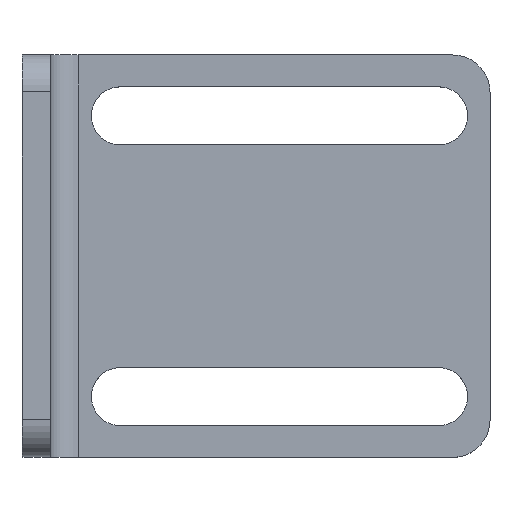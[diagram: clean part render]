
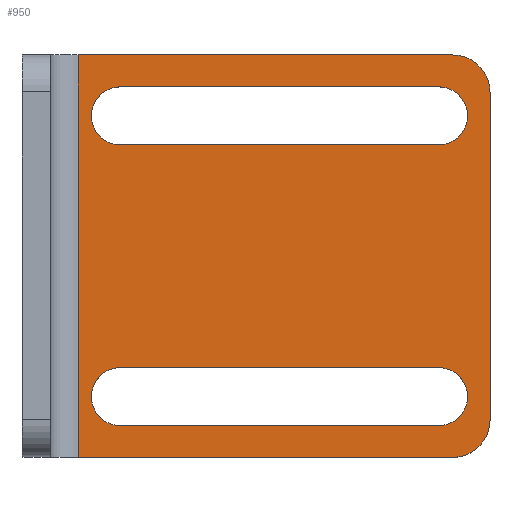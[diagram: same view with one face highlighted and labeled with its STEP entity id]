
A CAD part, top view. The second image highlights one B-rep face of the part: STEP entity #950.
In plain terms, the highlighted planar face has unit normal (0, 0, 1).
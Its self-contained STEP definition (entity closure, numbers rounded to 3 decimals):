
#84=CARTESIAN_POINT('',(43.,43.0,-32.));
#85=VERTEX_POINT('',#84);
#92=CARTESIAN_POINT('',(47.,39.0,-32.));
#93=VERTEX_POINT('',#92);
#94=CARTESIAN_POINT('',(43.,39.0,-32.));
#95=DIRECTION('',(0.0,0.0,-1.0));
#96=DIRECTION('',(0.707,0.707,0.0));
#97=AXIS2_PLACEMENT_3D('',#94,#95,#96);
#98=CIRCLE('',#97,4.0);
#99=EDGE_CURVE('',#85,#93,#98,.T.);
#236=CARTESIAN_POINT('',(47.,4.0,-32.));
#237=VERTEX_POINT('',#236);
#238=CARTESIAN_POINT('',(47.,4.0,-32.));
#239=DIRECTION('',(0.0,1.0,0.0));
#240=VECTOR('',#239,35.0);
#241=LINE('',#238,#240);
#242=EDGE_CURVE('',#237,#93,#241,.T.);
#261=CARTESIAN_POINT('',(43.,0.0,-32.));
#262=VERTEX_POINT('',#261);
#263=CARTESIAN_POINT('',(43.,4.0,-32.));
#264=DIRECTION('',(0.0,0.0,-1.0));
#265=DIRECTION('',(0.707,-0.707,0.0));
#266=AXIS2_PLACEMENT_3D('',#263,#264,#265);
#267=CIRCLE('',#266,4.0);
#268=EDGE_CURVE('',#237,#262,#267,.T.);
#692=CARTESIAN_POINT('',(41.5,9.6,-32.));
#693=VERTEX_POINT('',#692);
#700=CARTESIAN_POINT('',(7.5,9.6,-32.));
#701=VERTEX_POINT('',#700);
#702=CARTESIAN_POINT('',(7.5,9.6,-32.));
#703=DIRECTION('',(1.0,0.0,0.0));
#704=VECTOR('',#703,34.0);
#705=LINE('',#702,#704);
#706=EDGE_CURVE('',#701,#693,#705,.T.);
#724=CARTESIAN_POINT('',(7.5,3.4,-32.));
#725=VERTEX_POINT('',#724);
#726=CARTESIAN_POINT('',(7.5,6.5,-32.));
#727=DIRECTION('',(0.0,0.0,-1.0));
#728=DIRECTION('',(0.0,1.0,0.0));
#729=AXIS2_PLACEMENT_3D('',#726,#727,#728);
#730=CIRCLE('',#729,3.1);
#731=EDGE_CURVE('',#725,#701,#730,.T.);
#749=CARTESIAN_POINT('',(41.5,3.4,-32.));
#750=VERTEX_POINT('',#749);
#751=CARTESIAN_POINT('',(41.5,3.4,-32.));
#752=DIRECTION('',(-1.0,0.0,0.0));
#753=VECTOR('',#752,34.0);
#754=LINE('',#751,#753);
#755=EDGE_CURVE('',#750,#725,#754,.T.);
#773=CARTESIAN_POINT('',(41.5,6.5,-32.));
#774=DIRECTION('',(0.0,0.0,-1.0));
#775=DIRECTION('',(0.0,-1.0,0.0));
#776=AXIS2_PLACEMENT_3D('',#773,#774,#775);
#777=CIRCLE('',#776,3.1);
#778=EDGE_CURVE('',#693,#750,#777,.T.);
#790=CARTESIAN_POINT('',(7.5,39.6,-32.));
#791=VERTEX_POINT('',#790);
#798=CARTESIAN_POINT('',(7.5,33.4,-32.));
#799=VERTEX_POINT('',#798);
#800=CARTESIAN_POINT('',(7.5,36.5,-32.));
#801=DIRECTION('',(0.0,0.0,-1.0));
#802=DIRECTION('',(0.0,1.0,0.0));
#803=AXIS2_PLACEMENT_3D('',#800,#801,#802);
#804=CIRCLE('',#803,3.1);
#805=EDGE_CURVE('',#799,#791,#804,.T.);
#823=CARTESIAN_POINT('',(41.5,33.4,-32.));
#824=VERTEX_POINT('',#823);
#825=CARTESIAN_POINT('',(41.5,33.4,-32.));
#826=DIRECTION('',(-1.0,0.0,0.0));
#827=VECTOR('',#826,34.0);
#828=LINE('',#825,#827);
#829=EDGE_CURVE('',#824,#799,#828,.T.);
#847=CARTESIAN_POINT('',(41.5,39.6,-32.));
#848=VERTEX_POINT('',#847);
#849=CARTESIAN_POINT('',(41.5,36.5,-32.));
#850=DIRECTION('',(0.0,0.0,-1.0));
#851=DIRECTION('',(0.0,-1.0,0.0));
#852=AXIS2_PLACEMENT_3D('',#849,#850,#851);
#853=CIRCLE('',#852,3.1);
#854=EDGE_CURVE('',#848,#824,#853,.T.);
#872=CARTESIAN_POINT('',(7.5,39.6,-32.));
#873=DIRECTION('',(1.0,0.0,0.0));
#874=VECTOR('',#873,34.0);
#875=LINE('',#872,#874);
#876=EDGE_CURVE('',#791,#848,#875,.T.);
#906=CARTESIAN_POINT('',(3.,0.0,-32.));
#907=DIRECTION('',(0.0,0.0,1.0));
#908=DIRECTION('',(1.0,0.0,0.0));
#909=AXIS2_PLACEMENT_3D('',#906,#907,#908);
#910=PLANE('',#909);
#911=ORIENTED_EDGE('',*,*,#99,.F.);
#912=CARTESIAN_POINT('',(3.,43.0,-32.));
#913=VERTEX_POINT('',#912);
#914=CARTESIAN_POINT('',(3.,43.0,-32.));
#915=DIRECTION('',(1.0,0.0,0.0));
#916=VECTOR('',#915,40.0);
#917=LINE('',#914,#916);
#918=EDGE_CURVE('',#913,#85,#917,.T.);
#919=ORIENTED_EDGE('',*,*,#918,.F.);
#920=CARTESIAN_POINT('',(3.,0.0,-32.));
#921=VERTEX_POINT('',#920);
#922=CARTESIAN_POINT('',(3.,0.0,-32.));
#923=DIRECTION('',(0.0,1.0,0.0));
#924=VECTOR('',#923,43.0);
#925=LINE('',#922,#924);
#926=EDGE_CURVE('',#921,#913,#925,.T.);
#927=ORIENTED_EDGE('',*,*,#926,.F.);
#928=CARTESIAN_POINT('',(3.,0.0,-32.));
#929=DIRECTION('',(1.0,0.0,0.0));
#930=VECTOR('',#929,40.0);
#931=LINE('',#928,#930);
#932=EDGE_CURVE('',#921,#262,#931,.T.);
#933=ORIENTED_EDGE('',*,*,#932,.T.);
#934=ORIENTED_EDGE('',*,*,#268,.F.);
#935=ORIENTED_EDGE('',*,*,#242,.T.);
#936=EDGE_LOOP('',(#911,#919,#927,#933,#934,#935));
#937=FACE_OUTER_BOUND('',#936,.T.);
#938=ORIENTED_EDGE('',*,*,#755,.T.);
#939=ORIENTED_EDGE('',*,*,#731,.T.);
#940=ORIENTED_EDGE('',*,*,#706,.T.);
#941=ORIENTED_EDGE('',*,*,#778,.T.);
#942=EDGE_LOOP('',(#938,#939,#940,#941));
#943=FACE_BOUND('',#942,.T.);
#944=ORIENTED_EDGE('',*,*,#854,.T.);
#945=ORIENTED_EDGE('',*,*,#829,.T.);
#946=ORIENTED_EDGE('',*,*,#805,.T.);
#947=ORIENTED_EDGE('',*,*,#876,.T.);
#948=EDGE_LOOP('',(#944,#945,#946,#947));
#949=FACE_BOUND('',#948,.T.);
#950=ADVANCED_FACE('',(#937,#943,#949),#910,.T.);
